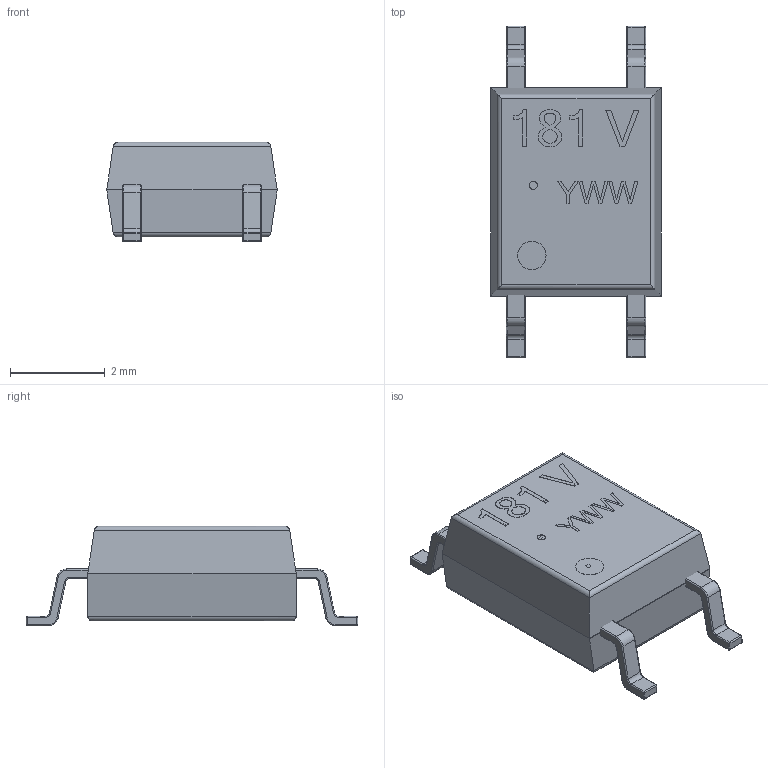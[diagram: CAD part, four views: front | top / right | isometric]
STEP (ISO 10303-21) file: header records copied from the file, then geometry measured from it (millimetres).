
FILE_DESCRIPTION (( 'STEP AP214' ), '1' );
FILE_NAME ('User Library-HCPL-181-1.STEP', '2021-10-25T13:37:51', ( '' ), ( '' ), 'SwSTEP 2.0', 'SolidWorks 2021', '' );
FILE_SCHEMA (( 'AUTOMOTIVE_DESIGN' ));
Length unit declared in the file: millimetre
Products named in the file (4): K_X_F6rper_1; Pins_1; User Library-HCPL-181-1; Beschriftung_1
Assembly tree (6 placements, depth 2):
  User Library-HCPL-181-1
    K_X_F6rper_1
    Beschriftung_1
    Pins_1  x4
Bounding box: 3.6 x 7 x 2.1 mm (x, y, z)
Volume: 30.6 mm3; surface area: 84.7 mm2
Topology: 6 solids, 6 shells, 423 faces, 1062 edges, 680 vertices
Faces by surface type: plane 225, cylinder 106, bspline 92
Entity records: 12753 total; most frequent: CARTESIAN_POINT 2396, ORIENTED_EDGE 1560, DIRECTION 1144, EDGE_CURVE 780, VECTOR 576, LINE 576, VERTEX_POINT 512, EDGE_LOOP 336
